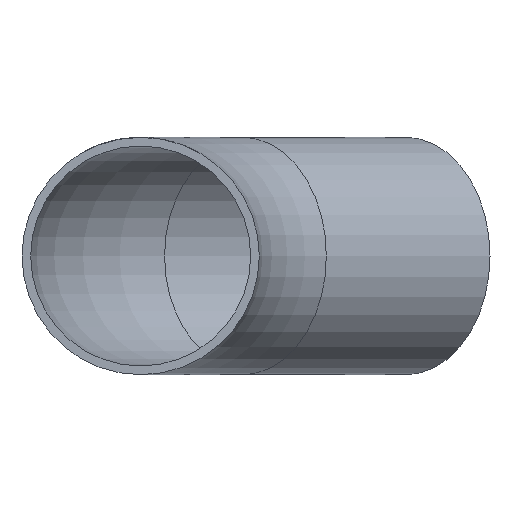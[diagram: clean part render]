
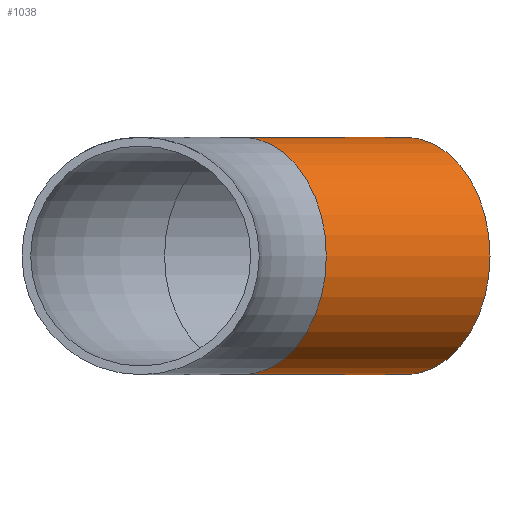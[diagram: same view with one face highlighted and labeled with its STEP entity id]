
A CAD part, front view. The second image highlights one B-rep face of the part: STEP entity #1038.
In plain terms, the highlighted cylindrical face has radius 20.5 mm (diameter 41 mm), a full revolution.
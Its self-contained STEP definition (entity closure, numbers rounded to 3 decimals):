
#22 = AXIS2_PLACEMENT_3D ( 'NONE', #285, #1327, #114 ) ;
#114 = DIRECTION ( 'NONE',  ( 0., 0., 1. ) ) ;
#225 = AXIS2_PLACEMENT_3D ( 'NONE', #2171, #2430, #1163 ) ;
#275 = CIRCLE ( 'NONE', #22, 20.5 ) ;
#285 = CARTESIAN_POINT ( 'NONE',  ( -42.426, 82.426, 0. ) ) ;
#314 = FACE_OUTER_BOUND ( 'NONE', #1531, .T. ) ;
#485 = CARTESIAN_POINT ( 'NONE',  ( -14.142, 110.711, 0. ) ) ;
#562 = AXIS2_PLACEMENT_3D ( 'NONE', #485, #1911, #2515 ) ;
#587 = VERTEX_POINT ( 'NONE', #1401 ) ;
#685 = EDGE_CURVE ( 'NONE', #1009, #1009, #275, .T. ) ;
#756 = CYLINDRICAL_SURFACE ( 'NONE', #225, 20.5 ) ;
#1009 = VERTEX_POINT ( 'NONE', #1238 ) ;
#1038 = ADVANCED_FACE ( 'NONE', ( #2181, #314 ), #756, .T. ) ;
#1163 = DIRECTION ( 'NONE',  ( -0.707, 0.707, 0. ) ) ;
#1212 = EDGE_CURVE ( 'NONE', #587, #587, #2269, .T. ) ;
#1225 = ORIENTED_EDGE ( 'NONE', *, *, #1212, .F. ) ;
#1238 = CARTESIAN_POINT ( 'NONE',  ( -42.426, 82.426, 20.5 ) ) ;
#1327 = DIRECTION ( 'NONE',  ( 0.707, 0.707, 0. ) ) ;
#1401 = CARTESIAN_POINT ( 'NONE',  ( -14.142, 110.711, 20.5 ) ) ;
#1531 = EDGE_LOOP ( 'NONE', ( #1729 ) ) ;
#1729 = ORIENTED_EDGE ( 'NONE', *, *, #685, .T. ) ;
#1911 = DIRECTION ( 'NONE',  ( 0.707, 0.707, 0. ) ) ;
#1966 = EDGE_LOOP ( 'NONE', ( #1225 ) ) ;
#2171 = CARTESIAN_POINT ( 'NONE',  ( -42.426, 82.426, 0. ) ) ;
#2181 = FACE_OUTER_BOUND ( 'NONE', #1966, .T. ) ;
#2269 = CIRCLE ( 'NONE', #562, 20.5 ) ;
#2430 = DIRECTION ( 'NONE',  ( 0.707, 0.707, 0. ) ) ;
#2515 = DIRECTION ( 'NONE',  ( 0., 0., 1. ) ) ;
